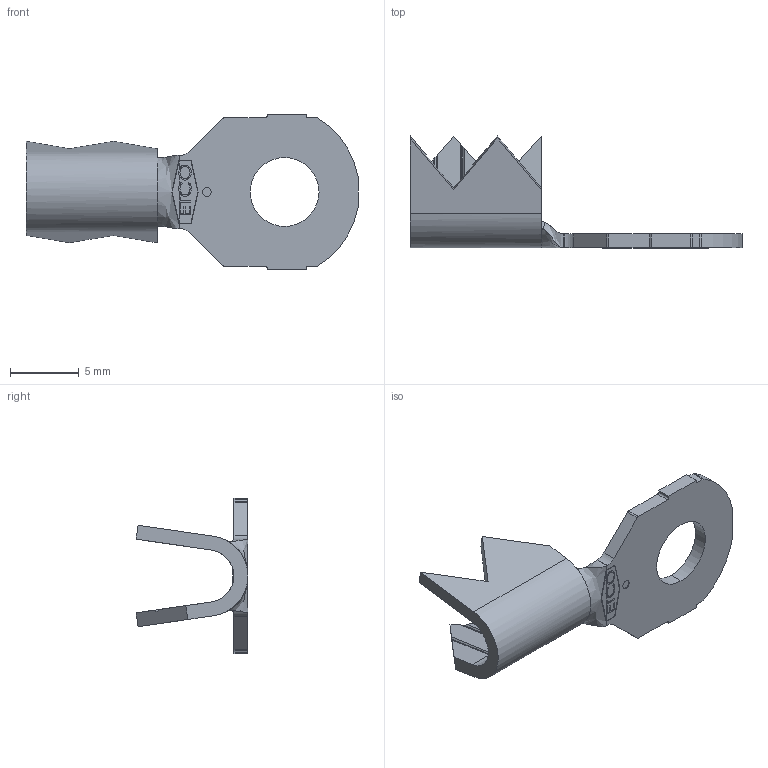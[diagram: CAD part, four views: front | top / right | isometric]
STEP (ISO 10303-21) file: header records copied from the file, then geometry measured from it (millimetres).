
FILE_DESCRIPTION (( 'STEP AP203' ), '1' );
FILE_NAME ('02392.STEP', '2015-02-17T14:10:39', ( '' ), ( '' ), 'SwSTEP 2.0', 'SolidWorks 2014', '' );
FILE_SCHEMA (( 'CONFIG_CONTROL_DESIGN' ));
Length unit declared in the file: inch
Products named in the file (1): 02392
Bounding box: 24.13 x 8.13 x 11.33 mm (x, y, z)
Volume: 249.7 mm3; surface area: 609.8 mm2
Topology: 1 solids, 1 shells, 162 faces, 435 edges, 278 vertices
Faces by surface type: plane 104, cylinder 26, bspline 24, cone 8
Entity records: 6524 total; most frequent: CARTESIAN_POINT 2563, ORIENTED_EDGE 870, DIRECTION 701, EDGE_CURVE 435, LINE 311, VECTOR 311, VERTEX_POINT 278, AXIS2_PLACEMENT_3D 195
